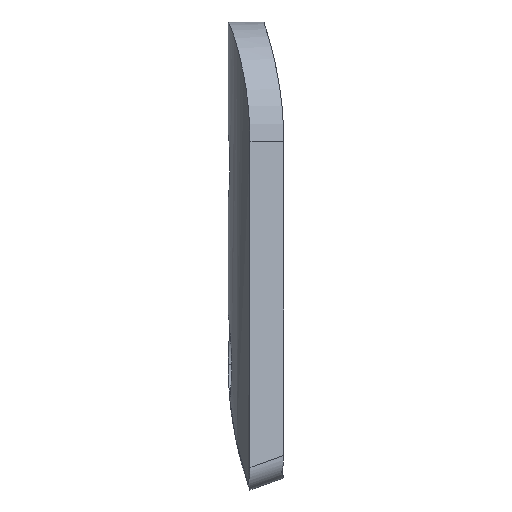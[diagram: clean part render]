
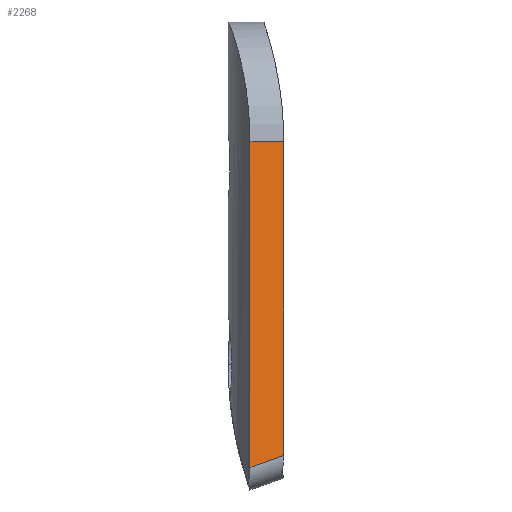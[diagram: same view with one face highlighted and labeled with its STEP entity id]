
A CAD part, left-side view. The second image highlights one B-rep face of the part: STEP entity #2268.
In plain terms, the highlighted planar face has unit normal (-0.942, -0.336, 0).
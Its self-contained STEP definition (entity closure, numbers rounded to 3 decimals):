
#42 = EDGE_CURVE ( 'NONE', #745, #3004, #1673, .T. ) ;
#277 = VECTOR ( 'NONE', #535, 1000. ) ;
#364 = ORIENTED_EDGE ( 'NONE', *, *, #42, .T. ) ;
#535 = DIRECTION ( 'NONE',  ( 0., 0., -1. ) ) ;
#600 = DIRECTION ( 'NONE',  ( 0.336, -0.942, 0. ) ) ;
#745 = VERTEX_POINT ( 'NONE', #2049 ) ;
#828 = LINE ( 'NONE', #1784, #277 ) ;
#896 = CARTESIAN_POINT ( 'NONE',  ( -14.244, 0., 43. ) ) ;
#901 = VECTOR ( 'NONE', #1041, 1000. ) ;
#915 = ORIENTED_EDGE ( 'NONE', *, *, #1848, .T. ) ;
#966 = ORIENTED_EDGE ( 'NONE', *, *, #3009, .F. ) ;
#1041 = DIRECTION ( 'NONE',  ( -0.336, 0.942, 0. ) ) ;
#1197 = PLANE ( 'NONE',  #2677 ) ;
#1470 = CARTESIAN_POINT ( 'NONE',  ( -15.756, 4.238, -12.93 ) ) ;
#1621 = VERTEX_POINT ( 'NONE', #2561 ) ;
#1673 = LINE ( 'NONE', #3424, #901 ) ;
#1743 = CARTESIAN_POINT ( 'NONE',  ( -14.244, 0., 43. ) ) ;
#1784 = CARTESIAN_POINT ( 'NONE',  ( -15.756, 4.238, 43. ) ) ;
#1794 = FACE_OUTER_BOUND ( 'NONE', #3312, .T. ) ;
#1799 = ORIENTED_EDGE ( 'NONE', *, *, #1976, .T. ) ;
#1848 = EDGE_CURVE ( 'NONE', #3004, #1919, #828, .T. ) ;
#1919 = VERTEX_POINT ( 'NONE', #1470 ) ;
#1976 = EDGE_CURVE ( 'NONE', #1919, #1621, #2184, .T. ) ;
#2049 = CARTESIAN_POINT ( 'NONE',  ( -14.244, 0., 28. ) ) ;
#2108 = DIRECTION ( 'NONE',  ( -0.942, -0.336, 0. ) ) ;
#2184 = LINE ( 'NONE', #3661, #3053 ) ;
#2268 = ADVANCED_FACE ( 'NONE', ( #1794 ), #1197, .T. ) ;
#2519 = DIRECTION ( 'NONE',  ( 0.318, -0.893, 0.318 ) ) ;
#2561 = CARTESIAN_POINT ( 'NONE',  ( -14.244, 0., -11.418 ) ) ;
#2677 = AXIS2_PLACEMENT_3D ( 'NONE', #896, #2108, #600 ) ;
#2869 = VECTOR ( 'NONE', #3852, 1000. ) ;
#3004 = VERTEX_POINT ( 'NONE', #3294 ) ;
#3009 = EDGE_CURVE ( 'NONE', #745, #1621, #3596, .T. ) ;
#3053 = VECTOR ( 'NONE', #2519, 1000. ) ;
#3294 = CARTESIAN_POINT ( 'NONE',  ( -15.756, 4.238, 28. ) ) ;
#3312 = EDGE_LOOP ( 'NONE', ( #915, #1799, #966, #364 ) ) ;
#3424 = CARTESIAN_POINT ( 'NONE',  ( -14.244, 0., 28. ) ) ;
#3596 = LINE ( 'NONE', #1743, #2869 ) ;
#3661 = CARTESIAN_POINT ( 'NONE',  ( -8.725, -15.473, -5.9 ) ) ;
#3852 = DIRECTION ( 'NONE',  ( 0., 0., -1. ) ) ;
